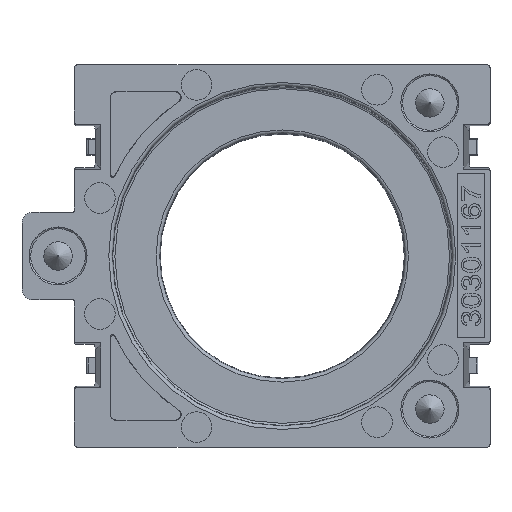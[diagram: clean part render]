
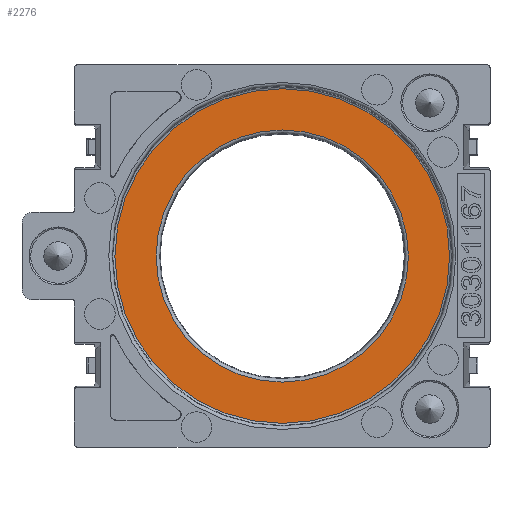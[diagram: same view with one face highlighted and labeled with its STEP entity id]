
A CAD part, top view. The second image highlights one B-rep face of the part: STEP entity #2276.
In plain terms, the highlighted planar face has unit normal (0, 0, 1).
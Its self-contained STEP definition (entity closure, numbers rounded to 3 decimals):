
#2020=PLANE('',#7653);
#2276=ADVANCED_FACE('',(#2722,#2723),#2020,.T.);
#2722=FACE_BOUND('',#2964,.T.);
#2723=FACE_BOUND('',#2965,.T.);
#2964=EDGE_LOOP('',(#4001));
#2965=EDGE_LOOP('',(#4002));
#4001=ORIENTED_EDGE('',*,*,#6555,.T.);
#4002=ORIENTED_EDGE('',*,*,#6418,.T.);
#5661=VERTEX_POINT('',#11189);
#5740=VERTEX_POINT('',#11634);
#6418=EDGE_CURVE('',#5661,#5661,#7164,.T.);
#6555=EDGE_CURVE('',#5740,#5740,#7191,.T.);
#7164=CIRCLE('',#7567,11.535);
#7191=CIRCLE('',#7652,15.303);
#7567=AXIS2_PLACEMENT_3D('',#11188,#8781,#8782);
#7652=AXIS2_PLACEMENT_3D('',#11633,#9020,#9021);
#7653=AXIS2_PLACEMENT_3D('',#11635,#9022,#9023);
#8781=DIRECTION('',(0.,0.,-1.));
#8782=DIRECTION('',(0.,-1.,0.));
#9020=DIRECTION('',(0.,0.,1.));
#9021=DIRECTION('',(0.,-1.,0.));
#9022=DIRECTION('',(0.,0.,1.));
#9023=DIRECTION('',(0.,-1.,0.));
#11188=CARTESIAN_POINT('',(0.,0.,-1.3));
#11189=CARTESIAN_POINT('',(0.,-11.535,-1.3));
#11633=CARTESIAN_POINT('',(0.,0.,-1.3));
#11634=CARTESIAN_POINT('',(0.,-15.303,-1.3));
#11635=CARTESIAN_POINT('',(0.,0.,-1.3));
